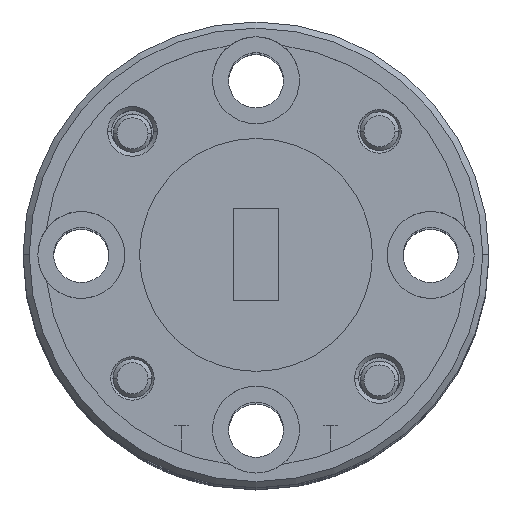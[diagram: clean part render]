
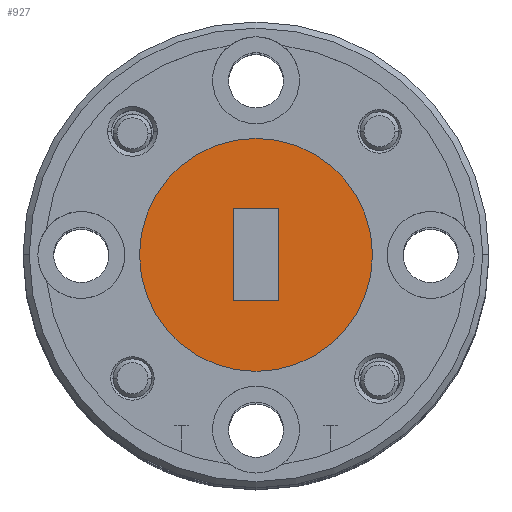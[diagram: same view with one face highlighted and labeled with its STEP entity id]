
A CAD part, top view. The second image highlights one B-rep face of the part: STEP entity #927.
In plain terms, the highlighted planar face has unit normal (0, 0, 1).
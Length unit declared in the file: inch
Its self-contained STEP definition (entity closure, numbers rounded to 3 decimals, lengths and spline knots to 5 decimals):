
#318 = LINE ( 'NONE', #19208, #19787 ) ;
#340 = CIRCLE ( 'NONE', #4935, 0.1875 ) ;
#410 = AXIS2_PLACEMENT_3D ( 'NONE', #721, #18061, #2366 ) ;
#721 = CARTESIAN_POINT ( 'NONE',  ( 0.59142, 0.30871, 2.00421 ) ) ;
#927 = ADVANCED_FACE ( 'NONE', ( #5248, #6875 ), #5643, .F. ) ;
#1685 = DIRECTION ( 'NONE',  ( 1., 0., 0. ) ) ;
#1713 = LINE ( 'NONE', #6527, #11915 ) ;
#1977 = VERTEX_POINT ( 'NONE', #2624 ) ;
#2287 = DIRECTION ( 'NONE',  ( 0., 0., 1. ) ) ;
#2366 = DIRECTION ( 'NONE',  ( 0., 1., 0. ) ) ;
#2624 = CARTESIAN_POINT ( 'NONE',  ( 0.17941, 0.6097, 2.00421 ) ) ;
#3110 = LINE ( 'NONE', #15908, #8806 ) ;
#4134 = CARTESIAN_POINT ( 'NONE',  ( 0.25342, 0.6097, 2.00421 ) ) ;
#4935 = AXIS2_PLACEMENT_3D ( 'NONE', #5369, #2287, #14676 ) ;
#4938 = EDGE_LOOP ( 'NONE', ( #17811, #19642 ) ) ;
#5007 = CARTESIAN_POINT ( 'NONE',  ( 0.40392, 0.68371, 2.00421 ) ) ;
#5248 = FACE_OUTER_BOUND ( 'NONE', #4938, .T. ) ;
#5369 = CARTESIAN_POINT ( 'NONE',  ( 0.21642, 0.68371, 2.00421 ) ) ;
#5643 = PLANE ( 'NONE',  #410 ) ;
#6045 = VERTEX_POINT ( 'NONE', #4134 ) ;
#6195 = ORIENTED_EDGE ( 'NONE', *, *, #8452, .T. ) ;
#6206 = CARTESIAN_POINT ( 'NONE',  ( 0.25342, 0.75773, 2.00421 ) ) ;
#6350 = ORIENTED_EDGE ( 'NONE', *, *, #12204, .F. ) ;
#6527 = CARTESIAN_POINT ( 'NONE',  ( 0.17941, 0.64671, 2.00421 ) ) ;
#6875 = FACE_BOUND ( 'NONE', #19169, .T. ) ;
#7022 = LINE ( 'NONE', #16468, #8873 ) ;
#7758 = CARTESIAN_POINT ( 'NONE',  ( 0.21642, 0.68371, 2.00421 ) ) ;
#8223 = ORIENTED_EDGE ( 'NONE', *, *, #13817, .F. ) ;
#8421 = EDGE_CURVE ( 'NONE', #9045, #8424, #340, .T. ) ;
#8424 = VERTEX_POINT ( 'NONE', #16438 ) ;
#8452 = EDGE_CURVE ( 'NONE', #6045, #1977, #318, .T. ) ;
#8806 = VECTOR ( 'NONE', #9391, 39.37008 ) ;
#8873 = VECTOR ( 'NONE', #11790, 39.37008 ) ;
#9045 = VERTEX_POINT ( 'NONE', #5007 ) ;
#9391 = DIRECTION ( 'NONE',  ( -1., 0., 0. ) ) ;
#10358 = VERTEX_POINT ( 'NONE', #6206 ) ;
#10459 = EDGE_CURVE ( 'NONE', #8424, #9045, #15861, .T. ) ;
#11790 = DIRECTION ( 'NONE',  ( 0., 1., 0. ) ) ;
#11915 = VECTOR ( 'NONE', #14097, 39.37008 ) ;
#12204 = EDGE_CURVE ( 'NONE', #13789, #1977, #1713, .T. ) ;
#13789 = VERTEX_POINT ( 'NONE', #15942 ) ;
#13817 = EDGE_CURVE ( 'NONE', #6045, #10358, #7022, .T. ) ;
#14081 = DIRECTION ( 'NONE',  ( 0., 0., 1. ) ) ;
#14097 = DIRECTION ( 'NONE',  ( 0., -1., 0. ) ) ;
#14676 = DIRECTION ( 'NONE',  ( 1., 0., 0. ) ) ;
#15861 = CIRCLE ( 'NONE', #19822, 0.1875 ) ;
#15908 = CARTESIAN_POINT ( 'NONE',  ( 0.23492, 0.75773, 2.00421 ) ) ;
#15942 = CARTESIAN_POINT ( 'NONE',  ( 0.17941, 0.75773, 2.00421 ) ) ;
#16118 = DIRECTION ( 'NONE',  ( -1., 0., 0. ) ) ;
#16438 = CARTESIAN_POINT ( 'NONE',  ( 0.02892, 0.68371, 2.00421 ) ) ;
#16468 = CARTESIAN_POINT ( 'NONE',  ( 0.25342, 0.72072, 2.00421 ) ) ;
#17252 = EDGE_CURVE ( 'NONE', #10358, #13789, #3110, .T. ) ;
#17811 = ORIENTED_EDGE ( 'NONE', *, *, #8421, .T. ) ;
#18061 = DIRECTION ( 'NONE',  ( 0., 0., -1. ) ) ;
#19169 = EDGE_LOOP ( 'NONE', ( #6350, #20386, #8223, #6195 ) ) ;
#19208 = CARTESIAN_POINT ( 'NONE',  ( 0.23492, 0.6097, 2.00421 ) ) ;
#19642 = ORIENTED_EDGE ( 'NONE', *, *, #10459, .T. ) ;
#19787 = VECTOR ( 'NONE', #16118, 39.37008 ) ;
#19822 = AXIS2_PLACEMENT_3D ( 'NONE', #7758, #14081, #1685 ) ;
#20386 = ORIENTED_EDGE ( 'NONE', *, *, #17252, .F. ) ;
